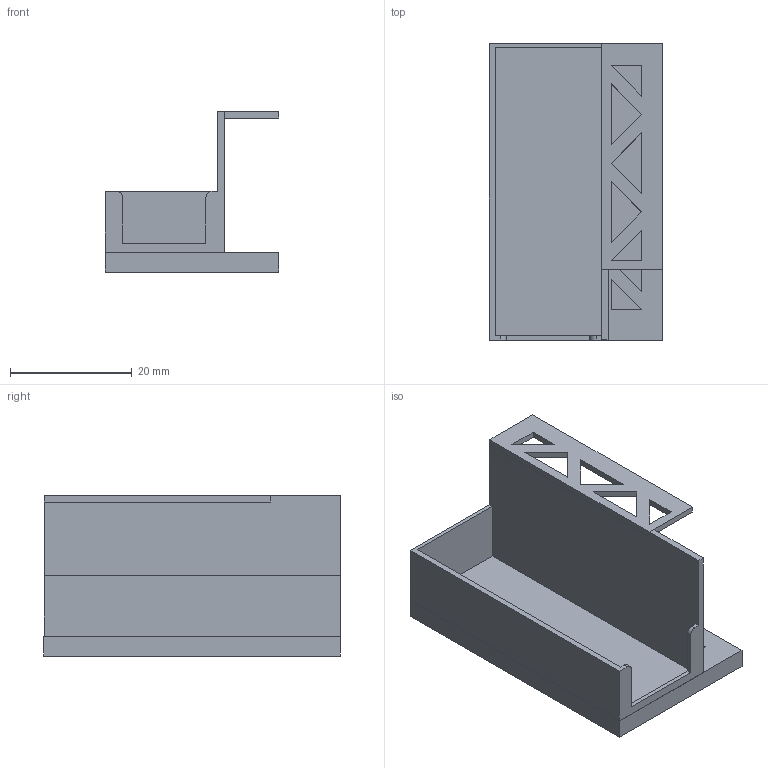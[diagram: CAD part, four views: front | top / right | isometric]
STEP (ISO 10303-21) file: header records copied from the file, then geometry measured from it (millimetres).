
FILE_DESCRIPTION(/* description */ (''),/* implementation_level */ '2;1');
FILE_NAME(/* name */ 'PrintableBatteryMount.step',/* time_stamp */ '2026-01-20T22:06:58-06:00',/* author */ (''),/* organization */ (''),/* preprocessor_version */ 'ST-DEVELOPER v20.1',/* originating_system */ 'Autodesk Translation Framework v14.21.0.0',/* authorisation */ '');
FILE_SCHEMA (('AUTOMOTIVE_DESIGN { 1 0 10303 214 3 1 1 }'));
Length unit declared in the file: centimetre
Products named in the file (2): PrintableBatteryMount; GlassesBody
Assembly tree (1 placements, depth 2):
  PrintableBatteryMount
    GlassesBody
Bounding box: 28.44 x 48.58 x 26.27 mm (x, y, z)
Volume: 6533.2 mm3; surface area: 7903.2 mm2
Topology: 3 solids, 3 shells, 71 faces, 180 edges, 120 vertices
Faces by surface type: plane 69, cylinder 2
Entity records: 2173 total; most frequent: CARTESIAN_POINT 374, ORIENTED_EDGE 360, DIRECTION 332, EDGE_CURVE 180, LINE 176, VECTOR 176, VERTEX_POINT 120, EDGE_LOOP 88
